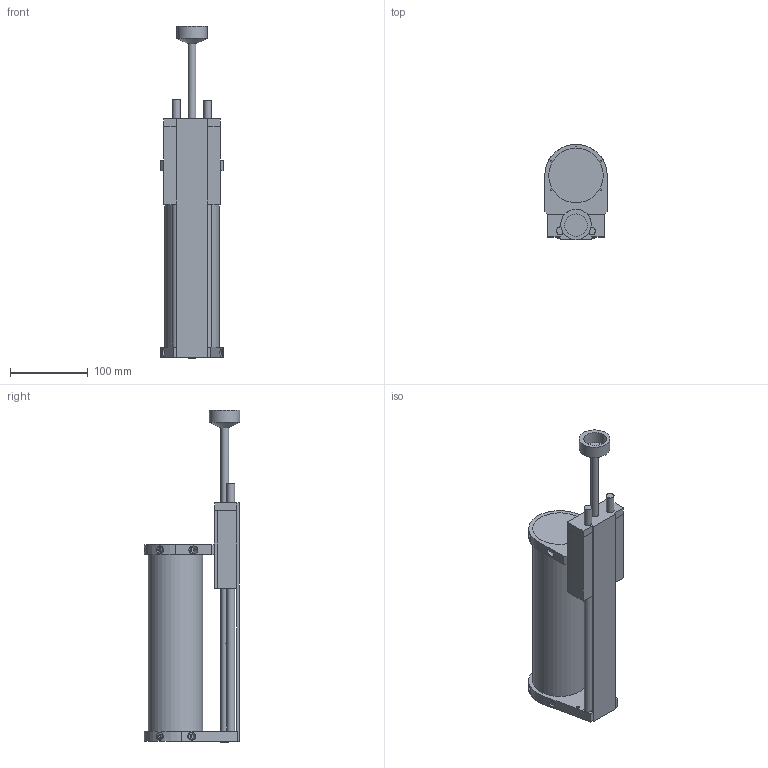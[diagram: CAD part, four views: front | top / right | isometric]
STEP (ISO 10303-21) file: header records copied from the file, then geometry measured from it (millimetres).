
FILE_DESCRIPTION(('STEP AP214'),'1');
FILE_NAME('z-travel ein 2.stp','2024-12-12T10:37:29',(' '),(' '),'Spatial InterOp 3D',' ',' ');
FILE_SCHEMA(('AUTOMOTIVE_DESIGN { 1 0 10303 214 1 1 1 1 }'));
Length unit declared in the file: metre
Products named in the file (4): z-travel ein 2; Al_Halter_II.2; VA_Halter_II.2
Assembly tree (3 placements, depth 2):
  z-travel ein 2
    z-travel ein 2
    Al_Halter_II.2
    VA_Halter_II.2
Bounding box: 80 x 122.67 x 425.77 mm (x, y, z)
Volume: 1164556.7 mm3; surface area: 191893.8 mm2
Topology: 7 solids, 10 shells, 105 faces, 247 edges, 170 vertices
Faces by surface type: plane 59, cylinder 41, cone 4, bspline 1
Full cylindrical faces by diameter (mm): 4.134 x4, 4.917 x2, 5.6 x10, 8 x1, 10 x14, 29 x1, 39 x1, 69.8 x3
Entity records: 4918 total; most frequent: CARTESIAN_POINT 1170, DIRECTION 465, ORIENTED_EDGE 362, STYLED_ITEM 211, PRESENTATION_STYLE_ASSIGNMENT 211, COLOUR_RGB 211, EDGE_LOOP 201, EDGE_CURVE 192
